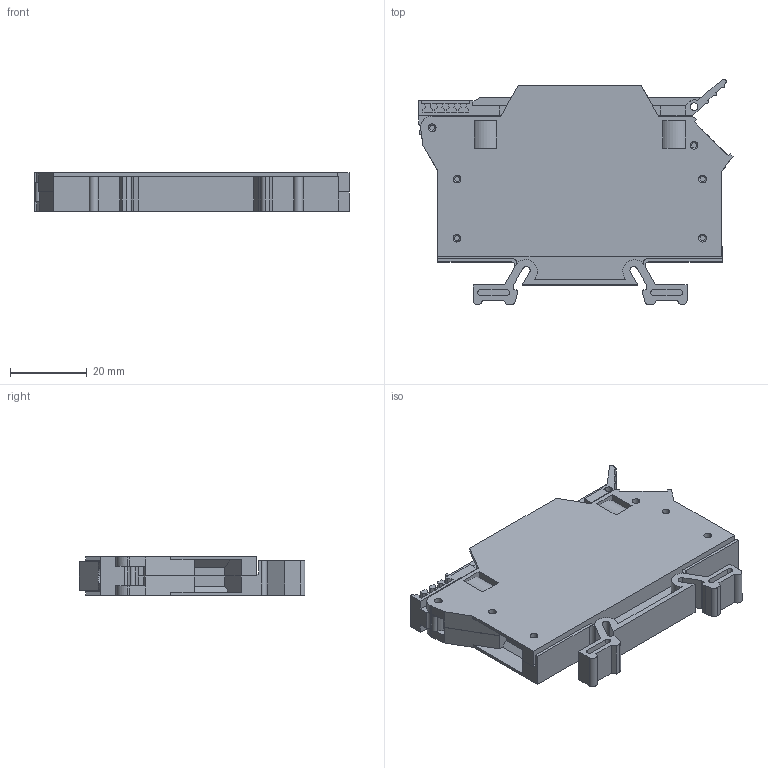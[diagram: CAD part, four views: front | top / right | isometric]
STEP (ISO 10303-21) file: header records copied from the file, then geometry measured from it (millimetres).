
FILE_DESCRIPTION (( 'STEP AP214' ), '1' );
FILE_NAME ('DN-F6MN.STEP', '2018-05-02T17:52:13', ( '' ), ( '' ), 'SwSTEP 2.0', 'SolidWorks 2017', '' );
FILE_SCHEMA (( 'AUTOMOTIVE_DESIGN' ));
Length unit declared in the file: inch
Products named in the file (2): 20753H; DN-F6MN
Assembly tree (1 placements, depth 2):
  DN-F6MN
    20753H
Bounding box: 82 x 58.9 x 10 mm (x, y, z)
Volume: 27468.1 mm3; surface area: 17537.9 mm2
Topology: 1 solids, 14 shells, 565 faces, 1522 edges, 996 vertices
Faces by surface type: plane 383, cylinder 133, cone 39, bspline 10
Entity records: 26108 total; most frequent: CARTESIAN_POINT 4335, ORIENTED_EDGE 3044, DIRECTION 2905, EDGE_CURVE 1522, LINE 1157, VECTOR 1157, VERTEX_POINT 996, AXIS2_PLACEMENT_3D 874
